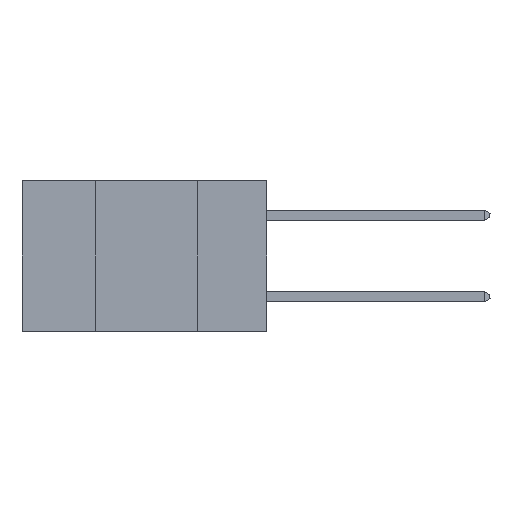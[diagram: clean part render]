
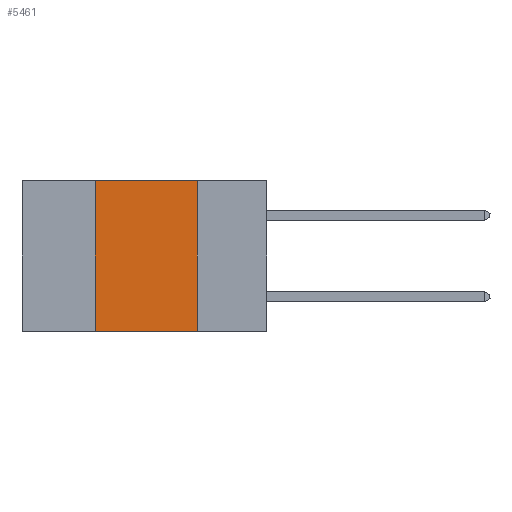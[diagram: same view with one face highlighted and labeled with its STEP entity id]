
A CAD part, left-side view. The second image highlights one B-rep face of the part: STEP entity #5461.
In plain terms, the highlighted planar face has unit normal (-1, 0, 0).
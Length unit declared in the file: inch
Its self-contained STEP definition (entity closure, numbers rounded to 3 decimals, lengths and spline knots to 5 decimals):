
#48 = LINE ( 'NONE', #15013, #4746 ) ;
#188 = LINE ( 'NONE', #14336, #9544 ) ;
#231 = CARTESIAN_POINT ( 'NONE',  ( 0., 0.6, 0. ) ) ;
#651 = DIRECTION ( 'NONE',  ( 0., 0., 1. ) ) ;
#3610 = VECTOR ( 'NONE', #651, 39.37008 ) ;
#4112 = CARTESIAN_POINT ( 'NONE',  ( 0., 0.17, -0.37 ) ) ;
#4746 = VECTOR ( 'NONE', #22755, 39.37008 ) ;
#4751 = CARTESIAN_POINT ( 'NONE',  ( 0., 0.6, -0.37 ) ) ;
#5331 = ORIENTED_EDGE ( 'NONE', *, *, #15672, .T. ) ;
#5461 = ADVANCED_FACE ( 'NONE', ( #12274 ), #11354, .F. ) ;
#8954 = LINE ( 'NONE', #16389, #3610 ) ;
#9544 = VECTOR ( 'NONE', #23911, 39.37008 ) ;
#9819 = VERTEX_POINT ( 'NONE', #20559 ) ;
#9985 = ORIENTED_EDGE ( 'NONE', *, *, #24460, .F. ) ;
#10982 = DIRECTION ( 'NONE',  ( 1., 0., 0. ) ) ;
#11354 = PLANE ( 'NONE',  #13187 ) ;
#11965 = DIRECTION ( 'NONE',  ( 0., 0., -1. ) ) ;
#12274 = FACE_OUTER_BOUND ( 'NONE', #16297, .T. ) ;
#12968 = EDGE_CURVE ( 'NONE', #23053, #21605, #48, .T. ) ;
#13187 = AXIS2_PLACEMENT_3D ( 'NONE', #231, #10982, #11965 ) ;
#14336 = CARTESIAN_POINT ( 'NONE',  ( 0., 0.17, 0. ) ) ;
#14846 = CARTESIAN_POINT ( 'NONE',  ( 0., 0.17, 0. ) ) ;
#15013 = CARTESIAN_POINT ( 'NONE',  ( 0., 0.6, 0. ) ) ;
#15672 = EDGE_CURVE ( 'NONE', #9819, #16005, #21374, .T. ) ;
#16005 = VERTEX_POINT ( 'NONE', #4112 ) ;
#16297 = EDGE_LOOP ( 'NONE', ( #21212, #20334, #9985, #5331 ) ) ;
#16389 = CARTESIAN_POINT ( 'NONE',  ( 0., 0.42, 0. ) ) ;
#18496 = DIRECTION ( 'NONE',  ( 0., -1., 0. ) ) ;
#20334 = ORIENTED_EDGE ( 'NONE', *, *, #12968, .F. ) ;
#20559 = CARTESIAN_POINT ( 'NONE',  ( 0., 0.42, -0.37 ) ) ;
#21027 = CARTESIAN_POINT ( 'NONE',  ( 0., 0.42, 0. ) ) ;
#21212 = ORIENTED_EDGE ( 'NONE', *, *, #24384, .F. ) ;
#21374 = LINE ( 'NONE', #4751, #22588 ) ;
#21605 = VERTEX_POINT ( 'NONE', #14846 ) ;
#22588 = VECTOR ( 'NONE', #18496, 39.37008 ) ;
#22755 = DIRECTION ( 'NONE',  ( 0., -1., 0. ) ) ;
#23053 = VERTEX_POINT ( 'NONE', #21027 ) ;
#23911 = DIRECTION ( 'NONE',  ( 0., 0., -1. ) ) ;
#24384 = EDGE_CURVE ( 'NONE', #21605, #16005, #188, .T. ) ;
#24460 = EDGE_CURVE ( 'NONE', #9819, #23053, #8954, .T. ) ;
